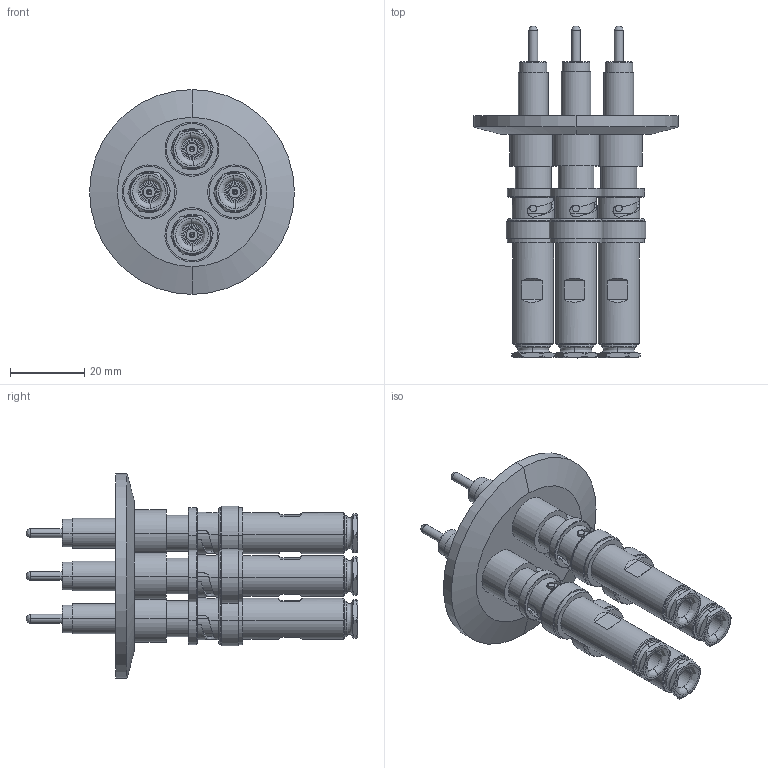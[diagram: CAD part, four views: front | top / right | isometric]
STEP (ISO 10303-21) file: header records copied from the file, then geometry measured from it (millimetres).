
FILE_DESCRIPTION (( 'STEP AP214' ), '1' );
FILE_NAME ('241-SHVE-K40-4.STEP', '2015-11-12T13:31:12', ( 'allectra' ), ( 'Microsoft' ), 'SwSTEP 2.0', 'SolidWorks 2014', '' );
FILE_SCHEMA (( 'AUTOMOTIVE_DESIGN' ));
Length unit declared in the file: millimetre
Products named in the file (4): 241-CON-SHV-RG58; 241-SHVE; 9241-SHVE-K40-4_431-KF40-B; 241-SHVE-K40-4
Assembly tree (9 placements, depth 2):
  241-SHVE-K40-4
    9241-SHVE-K40-4_431-KF40-B
    241-SHVE  x4
    241-CON-SHV-RG58  x4
Bounding box: 55 x 89.12 x 55 mm (x, y, z)
Volume: 23628.6 mm3; surface area: 30800.6 mm2
Topology: 5 solids, 13 shells, 892 faces, 2218 edges, 1422 vertices
Faces by surface type: plane 368, cylinder 290, cone 114, bspline 112, torus 8
Entity records: 8556 total; most frequent: CARTESIAN_POINT 2770, DIRECTION 1183, ORIENTED_EDGE 1160, EDGE_CURVE 581, AXIS2_PLACEMENT_3D 473, VERTEX_POINT 378, EDGE_LOOP 278, CIRCLE 250
